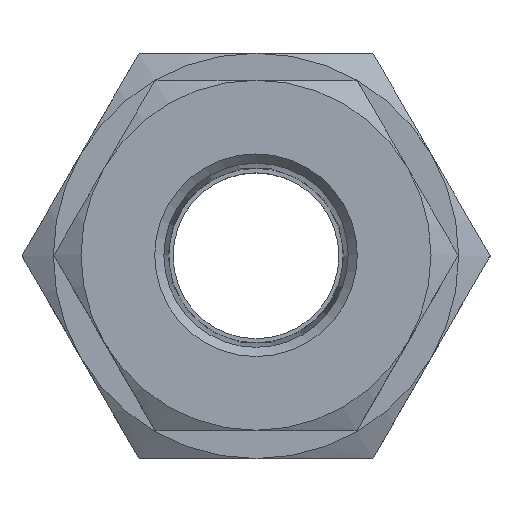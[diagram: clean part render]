
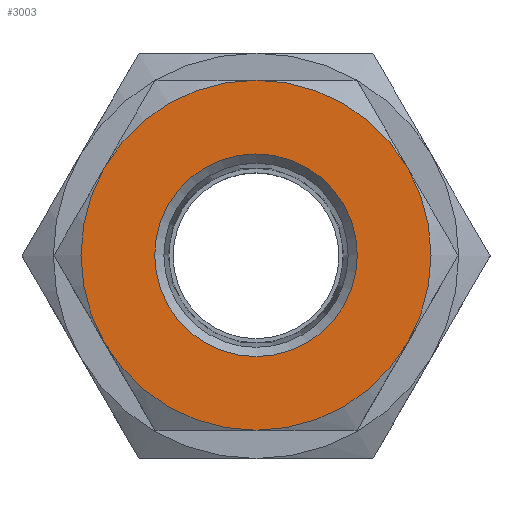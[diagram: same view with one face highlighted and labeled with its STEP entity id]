
A CAD part, top view. The second image highlights one B-rep face of the part: STEP entity #3003.
In plain terms, the highlighted face is planar.
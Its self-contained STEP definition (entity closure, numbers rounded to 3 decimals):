
#1336=PLANE('',#2795);
#1396=ORIENTED_EDGE('',*,*,#1764,.T.);
#1397=ORIENTED_EDGE('',*,*,#1765,.T.);
#1398=ORIENTED_EDGE('',*,*,#1757,.T.);
#1399=ORIENTED_EDGE('',*,*,#1762,.T.);
#1400=ORIENTED_EDGE('',*,*,#1766,.T.);
#1401=ORIENTED_EDGE('',*,*,#1767,.F.);
#1402=ORIENTED_EDGE('',*,*,#1768,.T.);
#1606=CIRCLE('',#2787,9.5);
#1607=CIRCLE('',#2793,9.5);
#1608=CIRCLE('',#2796,9.5);
#1609=CIRCLE('',#2797,9.5);
#1610=CIRCLE('',#2798,9.5);
#1611=CIRCLE('',#2799,9.5);
#1612=CIRCLE('',#2800,5.5);
#1667=VERTEX_POINT('',#2510);
#1672=VERTEX_POINT('',#2522);
#1676=VERTEX_POINT('',#2534);
#1677=VERTEX_POINT('',#2538);
#1678=VERTEX_POINT('',#2539);
#1679=VERTEX_POINT('',#2542);
#1680=VERTEX_POINT('',#2545);
#1757=EDGE_CURVE('',#1667,#1672,#1606,.T.);
#1762=EDGE_CURVE('',#1672,#1676,#1607,.T.);
#1764=EDGE_CURVE('',#1677,#1678,#1608,.T.);
#1765=EDGE_CURVE('',#1678,#1667,#1609,.T.);
#1766=EDGE_CURVE('',#1676,#1679,#1610,.T.);
#1767=EDGE_CURVE('',#1677,#1679,#1611,.T.);
#1768=EDGE_CURVE('',#1680,#1680,#1612,.T.);
#1886=EDGE_LOOP('',(#1396,#1397,#1398,#1399,#1400,#1401));
#1887=EDGE_LOOP('',(#1402));
#1998=FACE_BOUND('',#1886,.T.);
#1999=FACE_BOUND('',#1887,.T.);
#2150=DIRECTION('',(0.,1.,0.));
#2151=DIRECTION('',(0.,0.,-9.5));
#2163=DIRECTION('',(0.,1.,0.));
#2164=DIRECTION('',(0.,0.,-9.5));
#2167=DIRECTION('',(0.,1.,0.));
#2168=DIRECTION('',(1.,0.,0.));
#2169=DIRECTION('',(0.,1.,0.));
#2170=DIRECTION('',(0.,0.,-9.5));
#2171=DIRECTION('',(0.,1.,0.));
#2172=DIRECTION('',(0.,0.,-9.5));
#2173=DIRECTION('',(0.,1.,0.));
#2174=DIRECTION('',(0.,0.,-9.5));
#2175=DIRECTION('',(0.,-1.,0.));
#2176=DIRECTION('',(0.,0.,9.5));
#2177=DIRECTION('',(0.,-1.,0.));
#2178=DIRECTION('',(0.,0.,-5.5));
#2510=CARTESIAN_POINT('',(4.464,21.849,-4.75));
#2522=CARTESIAN_POINT('',(4.464,21.849,4.75));
#2524=CARTESIAN_POINT('',(12.691,21.849,0.));
#2534=CARTESIAN_POINT('',(12.691,21.849,9.5));
#2535=CARTESIAN_POINT('',(12.691,21.849,0.));
#2537=CARTESIAN_POINT('',(22.191,21.849,0.));
#2538=CARTESIAN_POINT('',(20.919,21.849,-4.75));
#2539=CARTESIAN_POINT('',(12.691,21.849,-9.5));
#2540=CARTESIAN_POINT('',(12.691,21.849,0.));
#2541=CARTESIAN_POINT('',(12.691,21.849,0.));
#2542=CARTESIAN_POINT('',(20.919,21.849,4.75));
#2543=CARTESIAN_POINT('',(12.691,21.849,0.));
#2544=CARTESIAN_POINT('',(12.691,21.849,0.));
#2545=CARTESIAN_POINT('',(12.691,21.849,-5.5));
#2546=CARTESIAN_POINT('',(12.691,21.849,0.));
#2787=AXIS2_PLACEMENT_3D('',#2524,#2150,#2151);
#2793=AXIS2_PLACEMENT_3D('',#2535,#2163,#2164);
#2795=AXIS2_PLACEMENT_3D('',#2537,#2167,#2168);
#2796=AXIS2_PLACEMENT_3D('',#2540,#2169,#2170);
#2797=AXIS2_PLACEMENT_3D('',#2541,#2171,#2172);
#2798=AXIS2_PLACEMENT_3D('',#2543,#2173,#2174);
#2799=AXIS2_PLACEMENT_3D('',#2544,#2175,#2176);
#2800=AXIS2_PLACEMENT_3D('',#2546,#2177,#2178);
#3003=ADVANCED_FACE('',(#1998,#1999),#1336,.T.);
